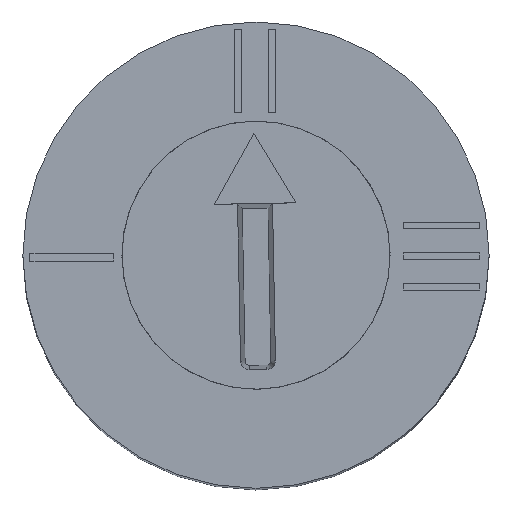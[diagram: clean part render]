
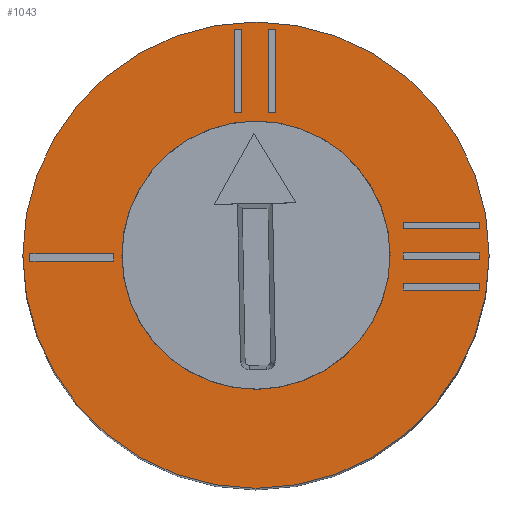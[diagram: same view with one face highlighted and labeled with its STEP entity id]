
A CAD part, top view. The second image highlights one B-rep face of the part: STEP entity #1043.
In plain terms, the highlighted planar face has unit normal (0, 0, 1).
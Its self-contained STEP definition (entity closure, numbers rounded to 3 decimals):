
#30=FACE_BOUND('',#193,.T.);
#31=FACE_BOUND('',#194,.T.);
#32=FACE_BOUND('',#195,.T.);
#33=FACE_BOUND('',#196,.T.);
#34=FACE_BOUND('',#197,.T.);
#35=FACE_BOUND('',#198,.T.);
#36=FACE_BOUND('',#199,.T.);
#57=CIRCLE('',#1169,2.3);
#63=CIRCLE('',#1179,4.);
#128=FACE_OUTER_BOUND('',#192,.T.);
#192=EDGE_LOOP('',(#848));
#193=EDGE_LOOP('',(#849,#850,#851,#852));
#194=EDGE_LOOP('',(#853,#854,#855,#856));
#195=EDGE_LOOP('',(#857,#858,#859,#860));
#196=EDGE_LOOP('',(#861,#862,#863,#864));
#197=EDGE_LOOP('',(#865,#866,#867,#868));
#198=EDGE_LOOP('',(#869,#870,#871,#872));
#199=EDGE_LOOP('',(#873));
#223=LINE('',#1531,#333);
#227=LINE('',#1538,#337);
#230=LINE('',#1544,#340);
#232=LINE('',#1547,#342);
#235=LINE('',#1556,#345);
#239=LINE('',#1563,#349);
#242=LINE('',#1569,#352);
#244=LINE('',#1572,#354);
#247=LINE('',#1581,#357);
#251=LINE('',#1588,#361);
#254=LINE('',#1594,#364);
#256=LINE('',#1597,#366);
#259=LINE('',#1606,#369);
#263=LINE('',#1613,#373);
#266=LINE('',#1619,#376);
#268=LINE('',#1622,#378);
#271=LINE('',#1631,#381);
#275=LINE('',#1638,#385);
#278=LINE('',#1644,#388);
#280=LINE('',#1647,#390);
#283=LINE('',#1656,#393);
#287=LINE('',#1663,#397);
#290=LINE('',#1669,#400);
#292=LINE('',#1672,#402);
#333=VECTOR('',#1224,10.);
#337=VECTOR('',#1230,10.);
#340=VECTOR('',#1235,10.);
#342=VECTOR('',#1239,10.);
#345=VECTOR('',#1246,10.);
#349=VECTOR('',#1252,10.);
#352=VECTOR('',#1257,10.);
#354=VECTOR('',#1261,10.);
#357=VECTOR('',#1268,10.);
#361=VECTOR('',#1274,10.);
#364=VECTOR('',#1279,10.);
#366=VECTOR('',#1283,10.);
#369=VECTOR('',#1290,10.);
#373=VECTOR('',#1296,10.);
#376=VECTOR('',#1301,10.);
#378=VECTOR('',#1305,10.);
#381=VECTOR('',#1312,10.);
#385=VECTOR('',#1318,10.);
#388=VECTOR('',#1323,10.);
#390=VECTOR('',#1327,10.);
#393=VECTOR('',#1334,10.);
#397=VECTOR('',#1340,10.);
#400=VECTOR('',#1345,10.);
#402=VECTOR('',#1349,10.);
#443=VERTEX_POINT('',#1528);
#444=VERTEX_POINT('',#1530);
#446=VERTEX_POINT('',#1536);
#448=VERTEX_POINT('',#1542);
#451=VERTEX_POINT('',#1553);
#452=VERTEX_POINT('',#1555);
#454=VERTEX_POINT('',#1561);
#456=VERTEX_POINT('',#1567);
#459=VERTEX_POINT('',#1578);
#460=VERTEX_POINT('',#1580);
#462=VERTEX_POINT('',#1586);
#464=VERTEX_POINT('',#1592);
#467=VERTEX_POINT('',#1603);
#468=VERTEX_POINT('',#1605);
#470=VERTEX_POINT('',#1611);
#472=VERTEX_POINT('',#1617);
#475=VERTEX_POINT('',#1628);
#476=VERTEX_POINT('',#1630);
#478=VERTEX_POINT('',#1636);
#480=VERTEX_POINT('',#1642);
#483=VERTEX_POINT('',#1653);
#484=VERTEX_POINT('',#1655);
#486=VERTEX_POINT('',#1661);
#488=VERTEX_POINT('',#1667);
#500=VERTEX_POINT('',#1709);
#506=VERTEX_POINT('',#1729);
#535=EDGE_CURVE('',#444,#443,#223,.T.);
#539=EDGE_CURVE('',#443,#446,#227,.T.);
#542=EDGE_CURVE('',#446,#448,#230,.T.);
#544=EDGE_CURVE('',#448,#444,#232,.T.);
#547=EDGE_CURVE('',#452,#451,#235,.T.);
#551=EDGE_CURVE('',#451,#454,#239,.T.);
#554=EDGE_CURVE('',#454,#456,#242,.T.);
#556=EDGE_CURVE('',#456,#452,#244,.T.);
#559=EDGE_CURVE('',#460,#459,#247,.T.);
#563=EDGE_CURVE('',#459,#462,#251,.T.);
#566=EDGE_CURVE('',#462,#464,#254,.T.);
#568=EDGE_CURVE('',#464,#460,#256,.T.);
#571=EDGE_CURVE('',#468,#467,#259,.T.);
#575=EDGE_CURVE('',#467,#470,#263,.T.);
#578=EDGE_CURVE('',#470,#472,#266,.T.);
#580=EDGE_CURVE('',#472,#468,#268,.T.);
#583=EDGE_CURVE('',#476,#475,#271,.T.);
#587=EDGE_CURVE('',#475,#478,#275,.T.);
#590=EDGE_CURVE('',#478,#480,#278,.T.);
#592=EDGE_CURVE('',#480,#476,#280,.T.);
#595=EDGE_CURVE('',#484,#483,#283,.T.);
#599=EDGE_CURVE('',#483,#486,#287,.T.);
#602=EDGE_CURVE('',#486,#488,#290,.T.);
#604=EDGE_CURVE('',#488,#484,#292,.T.);
#621=EDGE_CURVE('',#500,#500,#57,.T.);
#631=EDGE_CURVE('',#506,#506,#63,.T.);
#848=ORIENTED_EDGE('',*,*,#631,.F.);
#849=ORIENTED_EDGE('',*,*,#535,.T.);
#850=ORIENTED_EDGE('',*,*,#539,.T.);
#851=ORIENTED_EDGE('',*,*,#542,.T.);
#852=ORIENTED_EDGE('',*,*,#544,.T.);
#853=ORIENTED_EDGE('',*,*,#547,.T.);
#854=ORIENTED_EDGE('',*,*,#551,.T.);
#855=ORIENTED_EDGE('',*,*,#554,.T.);
#856=ORIENTED_EDGE('',*,*,#556,.T.);
#857=ORIENTED_EDGE('',*,*,#559,.T.);
#858=ORIENTED_EDGE('',*,*,#563,.T.);
#859=ORIENTED_EDGE('',*,*,#566,.T.);
#860=ORIENTED_EDGE('',*,*,#568,.T.);
#861=ORIENTED_EDGE('',*,*,#571,.T.);
#862=ORIENTED_EDGE('',*,*,#575,.T.);
#863=ORIENTED_EDGE('',*,*,#578,.T.);
#864=ORIENTED_EDGE('',*,*,#580,.T.);
#865=ORIENTED_EDGE('',*,*,#583,.T.);
#866=ORIENTED_EDGE('',*,*,#587,.T.);
#867=ORIENTED_EDGE('',*,*,#590,.T.);
#868=ORIENTED_EDGE('',*,*,#592,.T.);
#869=ORIENTED_EDGE('',*,*,#595,.T.);
#870=ORIENTED_EDGE('',*,*,#599,.T.);
#871=ORIENTED_EDGE('',*,*,#602,.T.);
#872=ORIENTED_EDGE('',*,*,#604,.T.);
#873=ORIENTED_EDGE('',*,*,#621,.T.);
#988=PLANE('',#1180);
#1043=ADVANCED_FACE('',(#128,#30,#31,#32,#33,#34,#35,#36),#988,.F.);
#1169=AXIS2_PLACEMENT_3D('',#1710,#1395,#1396);
#1179=AXIS2_PLACEMENT_3D('',#1730,#1419,#1420);
#1180=AXIS2_PLACEMENT_3D('',#1732,#1422,#1423);
#1224=DIRECTION('',(-1.,0.,0.));
#1230=DIRECTION('',(0.,1.,0.));
#1235=DIRECTION('',(1.,0.,0.));
#1239=DIRECTION('',(0.,-1.,0.));
#1246=DIRECTION('',(-1.,0.,0.));
#1252=DIRECTION('',(0.,1.,0.));
#1257=DIRECTION('',(1.,0.,0.));
#1261=DIRECTION('',(0.,-1.,0.));
#1268=DIRECTION('',(-1.,0.,0.));
#1274=DIRECTION('',(0.,1.,0.));
#1279=DIRECTION('',(1.,0.,0.));
#1283=DIRECTION('',(0.,-1.,0.));
#1290=DIRECTION('',(0.,1.,0.));
#1296=DIRECTION('',(1.,0.,0.));
#1301=DIRECTION('',(0.,-1.,0.));
#1305=DIRECTION('',(-1.,0.,0.));
#1312=DIRECTION('',(0.,1.,0.));
#1318=DIRECTION('',(1.,0.,0.));
#1323=DIRECTION('',(0.,-1.,0.));
#1327=DIRECTION('',(-1.,0.,0.));
#1334=DIRECTION('',(-1.,0.,0.));
#1340=DIRECTION('',(0.,1.,0.));
#1345=DIRECTION('',(1.,0.,0.));
#1349=DIRECTION('',(0.,-1.,0.));
#1395=DIRECTION('center_axis',(0.,0.,-1.));
#1396=DIRECTION('ref_axis',(1.,0.,0.));
#1419=DIRECTION('center_axis',(0.,0.,-1.));
#1420=DIRECTION('ref_axis',(-1.,0.,0.));
#1422=DIRECTION('center_axis',(0.,0.,-1.));
#1423=DIRECTION('ref_axis',(-1.,0.,0.));
#1528=CARTESIAN_POINT('',(2.523,0.453,19.5));
#1530=CARTESIAN_POINT('',(3.831,0.453,19.5));
#1531=CARTESIAN_POINT('',(1.916,0.453,19.5));
#1536=CARTESIAN_POINT('',(2.523,0.565,19.5));
#1538=CARTESIAN_POINT('',(2.523,0.227,19.5));
#1542=CARTESIAN_POINT('',(3.831,0.565,19.5));
#1544=CARTESIAN_POINT('',(1.262,0.565,19.5));
#1547=CARTESIAN_POINT('',(3.831,0.282,19.5));
#1553=CARTESIAN_POINT('',(2.523,-0.073,19.5));
#1555=CARTESIAN_POINT('',(3.831,-0.073,19.5));
#1556=CARTESIAN_POINT('',(1.916,-0.073,19.5));
#1561=CARTESIAN_POINT('',(2.523,0.039,19.5));
#1563=CARTESIAN_POINT('',(2.523,-0.036,19.5));
#1567=CARTESIAN_POINT('',(3.831,0.039,19.5));
#1569=CARTESIAN_POINT('',(1.262,0.039,19.5));
#1572=CARTESIAN_POINT('',(3.831,0.02,19.5));
#1578=CARTESIAN_POINT('',(2.523,-0.599,19.5));
#1580=CARTESIAN_POINT('',(3.831,-0.599,19.5));
#1581=CARTESIAN_POINT('',(1.916,-0.599,19.5));
#1586=CARTESIAN_POINT('',(2.523,-0.487,19.5));
#1588=CARTESIAN_POINT('',(2.523,-0.299,19.5));
#1592=CARTESIAN_POINT('',(3.831,-0.487,19.5));
#1594=CARTESIAN_POINT('',(1.262,-0.487,19.5));
#1597=CARTESIAN_POINT('',(3.831,-0.243,19.5));
#1603=CARTESIAN_POINT('',(0.211,3.879,19.5));
#1605=CARTESIAN_POINT('',(0.211,2.44,19.5));
#1606=CARTESIAN_POINT('',(0.211,1.22,19.5));
#1611=CARTESIAN_POINT('',(0.334,3.879,19.5));
#1613=CARTESIAN_POINT('',(0.105,3.879,19.5));
#1617=CARTESIAN_POINT('',(0.334,2.44,19.5));
#1619=CARTESIAN_POINT('',(0.334,1.939,19.5));
#1622=CARTESIAN_POINT('',(0.167,2.44,19.5));
#1628=CARTESIAN_POINT('',(-0.368,3.879,19.5));
#1630=CARTESIAN_POINT('',(-0.368,2.44,19.5));
#1631=CARTESIAN_POINT('',(-0.368,1.22,19.5));
#1636=CARTESIAN_POINT('',(-0.245,3.879,19.5));
#1638=CARTESIAN_POINT('',(-0.184,3.879,19.5));
#1642=CARTESIAN_POINT('',(-0.245,2.44,19.5));
#1644=CARTESIAN_POINT('',(-0.245,1.939,19.5));
#1647=CARTESIAN_POINT('',(-0.122,2.44,19.5));
#1653=CARTESIAN_POINT('',(-3.878,-0.101,19.5));
#1655=CARTESIAN_POINT('',(-2.439,-0.101,19.5));
#1656=CARTESIAN_POINT('',(-1.219,-0.101,19.5));
#1661=CARTESIAN_POINT('',(-3.878,0.022,19.5));
#1663=CARTESIAN_POINT('',(-3.878,-0.051,19.5));
#1667=CARTESIAN_POINT('',(-2.439,0.022,19.5));
#1669=CARTESIAN_POINT('',(-1.939,0.022,19.5));
#1672=CARTESIAN_POINT('',(-2.439,0.011,19.5));
#1709=CARTESIAN_POINT('',(-2.3,0.,19.5));
#1710=CARTESIAN_POINT('Origin',(0.,0.,19.5));
#1729=CARTESIAN_POINT('',(4.,0.,19.5));
#1730=CARTESIAN_POINT('Origin',(0.,0.,19.5));
#1732=CARTESIAN_POINT('Origin',(0.,0.,19.5));
